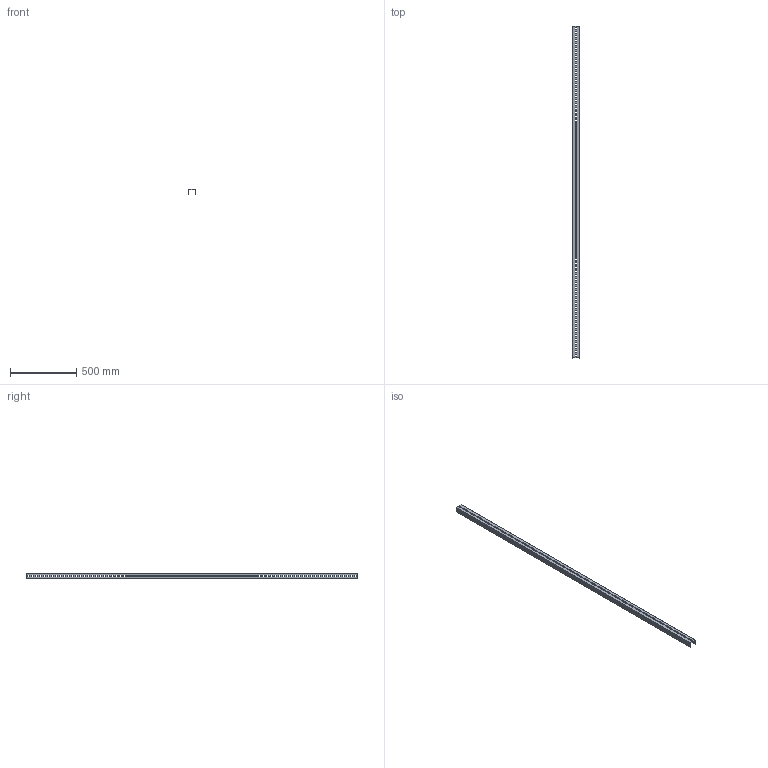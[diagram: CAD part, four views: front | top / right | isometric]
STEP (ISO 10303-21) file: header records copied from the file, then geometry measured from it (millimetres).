
FILE_DESCRIPTION (( 'STEP AP203' ), '1' );
FILE_NAME ('CLP1Z-2500-M-HDZ Ïðîôèëü ïåðôîðèðîâàííûé 2500 IEK HDZ.STEP', '2016-03-22T12:04:52', ( '' ), ( '' ), 'SwSTEP 2.0', 'SolidWorks 2014', '' );
FILE_SCHEMA (( 'CONFIG_CONTROL_DESIGN' ));
Length unit declared in the file: millimetre
Products named in the file (1): CLP1Z-2500-M-HDZ Ïðîôèëü ïåðôîðèðîâàííûé 2500 IEK HDZ
Bounding box: 55 x 2500 x 40 mm (x, y, z)
Volume: 574016.6 mm3; surface area: 609577.2 mm2
Topology: 1 solids, 1 shells, 1014 faces, 3028 edges, 2016 vertices
Faces by surface type: plane 516, cylinder 498
Entity records: 35417 total; most frequent: CARTESIAN_POINT 6059, ORIENTED_EDGE 6056, DIRECTION 6054, EDGE_CURVE 3028, VECTOR 2032, LINE 2032, VERTEX_POINT 2016, AXIS2_PLACEMENT_3D 2011
